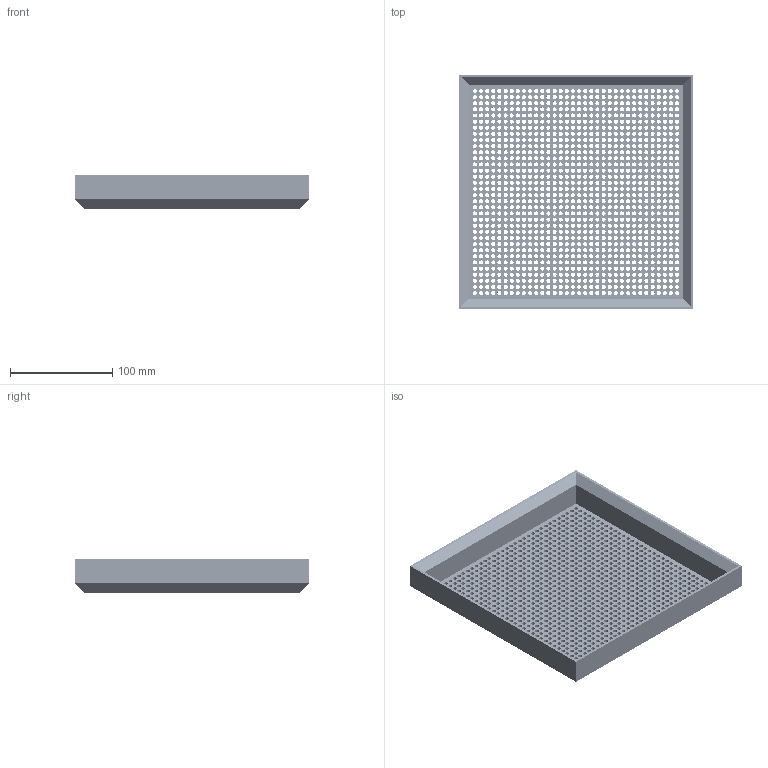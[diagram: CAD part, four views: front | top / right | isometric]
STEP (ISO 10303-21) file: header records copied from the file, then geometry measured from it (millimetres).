
FILE_DESCRIPTION(/* description */ (''),/* implementation_level */ '2;1');
FILE_NAME(/* name */ 'Sieve.step',/* time_stamp */ '2025-07-15T00:13:27-04:00',/* author */ (''),/* organization */ (''),/* preprocessor_version */ 'ST-DEVELOPER v20.1',/* originating_system */ 'Autodesk Translation Framework v14.10.0.0',/* authorisation */ '');
FILE_SCHEMA (('AUTOMOTIVE_DESIGN { 1 0 10303 214 3 1 1 }'));
Length unit declared in the file: millimetre
Products named in the file (1): Sieve_FP
Bounding box: 230 x 230 x 34 mm (x, y, z)
Volume: 348638.9 mm3; surface area: 182181.3 mm2
Topology: 1 solids, 1 shells, 1175 faces, 3508 edges, 2336 vertices
Faces by surface type: cylinder 1156, plane 19
Full cylindrical faces by diameter (mm): 4 x1156
Entity records: 45607 total; most frequent: DIRECTION 8172, CARTESIAN_POINT 7020, ORIENTED_EDGE 7016, EDGE_CURVE 3508, EDGE_LOOP 3488, AXIS2_PLACEMENT_3D 3488, VERTEX_POINT 2336, FACE_BOUND 2313
